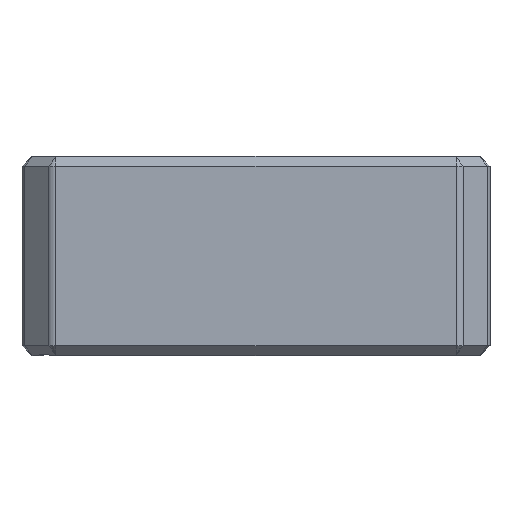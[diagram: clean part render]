
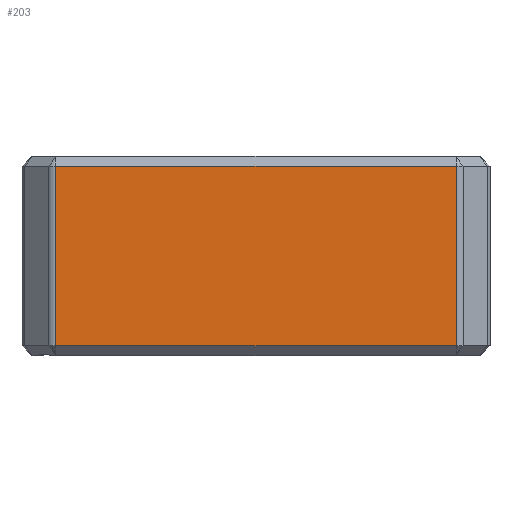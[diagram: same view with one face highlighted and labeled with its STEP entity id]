
A CAD part, left-side view. The second image highlights one B-rep face of the part: STEP entity #203.
In plain terms, the highlighted planar face has unit normal (-1, 0, 0).
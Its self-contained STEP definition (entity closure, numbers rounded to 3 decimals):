
#203=ADVANCED_FACE('',(#469),#392,.T.);
#392=PLANE('',#3196);
#469=FACE_OUTER_BOUND('',#645,.T.);
#645=EDGE_LOOP('',(#1527,#1528,#1529,#1530));
#916=LINE('',#4722,#1198);
#917=LINE('',#4725,#1199);
#918=LINE('',#4727,#1200);
#919=LINE('',#4729,#1201);
#1198=VECTOR('',#3652,1.);
#1199=VECTOR('',#3653,1.);
#1200=VECTOR('',#3654,1.);
#1201=VECTOR('',#3655,1.);
#1527=ORIENTED_EDGE('',*,*,#2680,.T.);
#1528=ORIENTED_EDGE('',*,*,#2681,.T.);
#1529=ORIENTED_EDGE('',*,*,#2682,.T.);
#1530=ORIENTED_EDGE('',*,*,#2683,.T.);
#2417=VERTEX_POINT('',#4723);
#2418=VERTEX_POINT('',#4724);
#2419=VERTEX_POINT('',#4726);
#2420=VERTEX_POINT('',#4728);
#2680=EDGE_CURVE('',#2417,#2418,#916,.T.);
#2681=EDGE_CURVE('',#2418,#2419,#917,.T.);
#2682=EDGE_CURVE('',#2419,#2420,#918,.T.);
#2683=EDGE_CURVE('',#2420,#2417,#919,.T.);
#3196=AXIS2_PLACEMENT_3D('',#4730,#3656,#3657);
#3652=DIRECTION('',(0.,0.,-1.));
#3653=DIRECTION('',(0.,-1.,0.));
#3654=DIRECTION('',(0.,0.,1.));
#3655=DIRECTION('',(0.,1.,0.));
#3656=DIRECTION('',(-1.,0.,0.));
#3657=DIRECTION('',(0.,0.,1.));
#4722=CARTESIAN_POINT('',(-9.,7.293,0.));
#4723=CARTESIAN_POINT('',(-9.,7.293,-0.5));
#4724=CARTESIAN_POINT('',(-9.,7.293,-9.5));
#4725=CARTESIAN_POINT('',(-9.,-9.,-9.5));
#4726=CARTESIAN_POINT('',(-9.,-12.793,-9.5));
#4727=CARTESIAN_POINT('',(-9.,-12.793,0.));
#4728=CARTESIAN_POINT('',(-9.,-12.793,-0.5));
#4729=CARTESIAN_POINT('',(-9.,7.293,-0.5));
#4730=CARTESIAN_POINT('',(-9.,-9.,0.));
